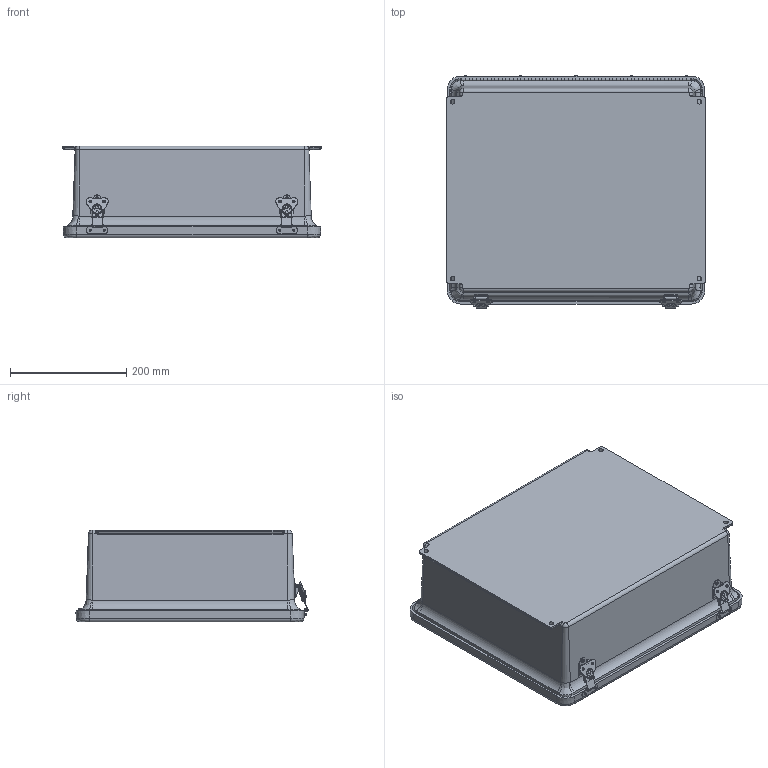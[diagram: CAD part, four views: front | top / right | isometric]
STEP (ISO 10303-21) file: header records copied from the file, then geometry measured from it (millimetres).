
FILE_DESCRIPTION (( 'STEP AP214' ), '1' );
FILE_NAME ('M1614HLL.STEP', '2018-11-07T19:03:51', ( '' ), ( '' ), 'SwSTEP 2.0', 'SolidWorks 2018', '' );
FILE_SCHEMA (( 'AUTOMOTIVE_DESIGN' ));
Length unit declared in the file: inch
Products named in the file (1): M1614HLL
Bounding box: 445.26 x 399.81 x 158.03 mm (x, y, z)
Volume: 2366835.4 mm3; surface area: 1272590.3 mm2
Topology: 44 solids, 44 shells, 1090 faces, 2768 edges, 1813 vertices
Faces by surface type: plane 527, cylinder 445, bspline 80, cone 30, torus 8
Full cylindrical faces by diameter (mm): 1.702 x2, 2.159 x63, 2.21 x2, 2.489 x4, 2.64 x18, 2.794 x2, 3.175 x20, 3.3 x4, 3.327 x10, 3.378 x4, 3.429 x2, 3.556 x20, 3.861 x8, 4.572 x2, 4.75 x4, 4.8 x2, 4.851 x4, 5.41 x2, 5.537 x4, 6.35 x2, 7.264 x2, 7.925 x4, 13.335 x2, 13.589 x2, 15.494 x2, 16.764 x2
Entity records: 50970 total; most frequent: CARTESIAN_POINT 10604, DIRECTION 5148, ORIENTED_EDGE 5004, EDGE_CURVE 2502, AXIS2_PLACEMENT_3D 1880, VERTEX_POINT 1776, EDGE_LOOP 1638, VECTOR 1388
